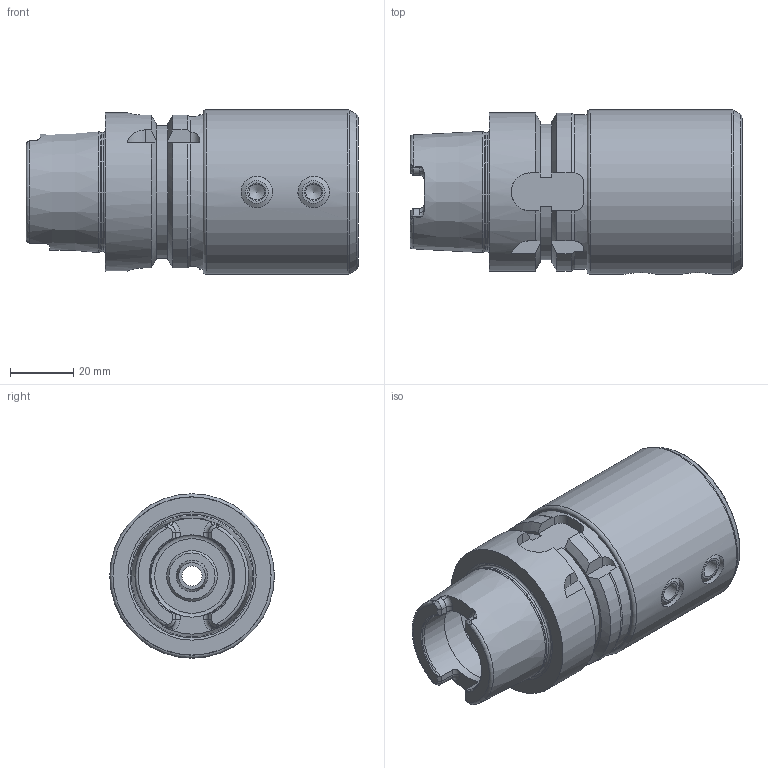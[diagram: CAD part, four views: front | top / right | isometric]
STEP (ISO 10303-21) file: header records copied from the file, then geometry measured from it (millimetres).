
FILE_DESCRIPTION((''),'2;1');
FILE_NAME('591004120080-3D.stp','2021-10-05T16:48:24',('nttooll'),(''),'Autodesk Inventor 2012','Autodesk Inventor 2012','');
FILE_SCHEMA(('AUTOMOTIVE_DESIGN { 1 0 10303 214 1 1 1 1 }'));
Length unit declared in the file: millimetre
Products named in the file (1): 591004120080-3D
Bounding box: 105 x 52 x 52 mm (x, y, z)
Volume: 147037.8 mm3; surface area: 29449.5 mm2
Topology: 1 solids, 1 shells, 159 faces, 389 edges, 242 vertices
Faces by surface type: plane 53, cylinder 50, cone 36, torus 20
Full cylindrical faces by diameter (mm): 5 x2, 5.774 x2, 6.4 x1, 6.5 x1, 7 x2, 9.5 x1, 10 x5, 16 x1, 20 x1, 20.4 x1, 26 x1, 26.6 x1, 32 x1, 37.9 x1, 49 x1, 50 x1, 52 x1
Entity records: 4634 total; most frequent: CARTESIAN_POINT 1176, DIRECTION 732, ORIENTED_EDGE 650, EDGE_CURVE 325, AXIS2_PLACEMENT_3D 311, VERTEX_POINT 231, EDGE_LOOP 224, FACE_OUTER_BOUND 159
